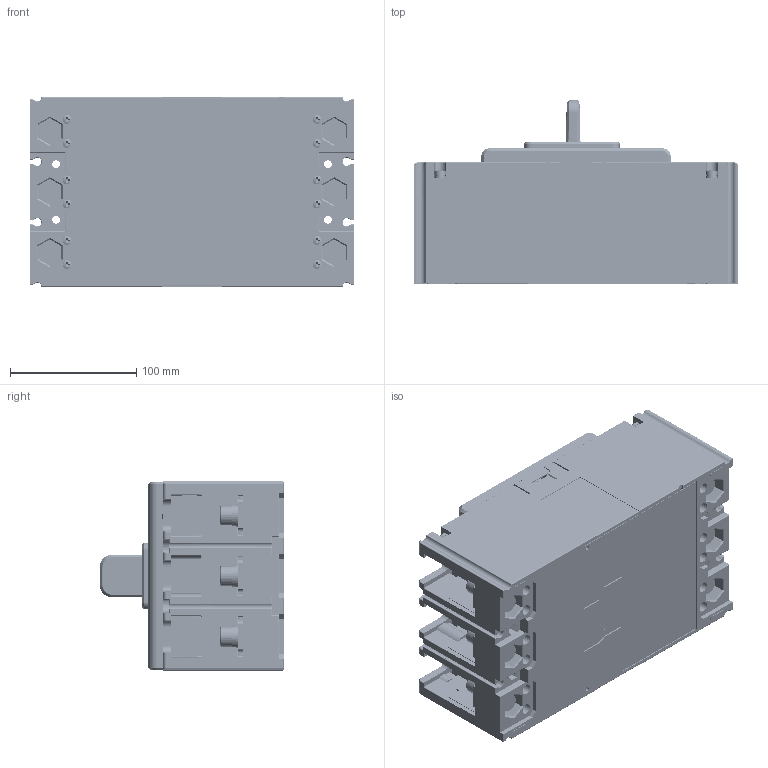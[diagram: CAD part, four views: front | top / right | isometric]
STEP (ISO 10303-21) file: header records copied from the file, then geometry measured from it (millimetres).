
FILE_DESCRIPTION((''),'2;1');
FILE_NAME('CDM6I-400LMSH_3P_ASM','2023-05-29T',('heyan.du'),(''),'PRO/ENGINEER BY PARAMETRIC TECHNOLOGY CORPORATION, 2015440','PRO/ENGINEER BY PARAMETRIC TECHNOLOGY CORPORATION, 2015440','');
FILE_SCHEMA(('CONFIG_CONTROL_DESIGN'));
Products named in the file (43): JZ-5DLX_024_271_1; GB_T809-M5X16_3; 5024027100_ASM_1_ASM; 8420028400_2; 5551070700_ASM_3_ASM; 5551071200_ASM_3_ASM; 85510337P01_3; 5551070800_ASM_3_ASM; 8595008700_2; 5551071000_ASM_3_ASM; 7010100505J_GB_T823_M4X10_2; 7090300401K_GB_T93_4_2; GB_T97_4-4_2; 5850007500_ASM_2_ASM; 6760010000_ASM_2_ASM; 8742103900_1; 8742103700_2; 8253057400_2; 8865077500_AF0_2; 8865077600_AF0_2; 5253021200_ASM_2_ASM; GZ_5DLX_315_428_1; GB_T809-M3X8_3; 5315042800_ASM_1_ASM; 8282201200_AF0_2; 8253201300_2; 5315043800_ASM_1_ASM; GB_T823-M5X35_2; 7090300501K_GB_T93_5_2; GB_T97_4_5_2; 5850007400_ASM_2_ASM; 8315058100_2; GB_T70_1-M10X25_2; GB_T9074_26-10_2; GB_T97_4_10_2; 5850002600_ASM_2_ASM; 7010100305R01_GB_T823_M3X10_2; 7090300201_GB_T93_3_2; GB_T97_4_3_2; 5850007700_ASM_2_ASM ...
Assembly tree (86 placements, depth 6):
  CDM6I-400LMSH_3P_ASM
    2256020300_ASM_4_ASM
      6760010000_ASM_2_ASM
        5024027100_ASM_1_ASM
          JZ-5DLX_024_271_1
          GB_T809-M5X16_3  x8
        5551071200_ASM_3_ASM
          5551070700_ASM_3_ASM  x3
            8420028400_2
        5551071000_ASM_3_ASM  x3
          5551070800_ASM_3_ASM
            85510337P01_3
          8595008700_2
        5850007500_ASM_2_ASM  x12
          7010100505J_GB_T823_M4X10_2
          7090300401K_GB_T93_4_2
          GB_T97_4-4_2
      8742103900_1
      8742103700_2  x3
      5253021200_ASM_2_ASM
        8253057400_2
        8865077500_AF0_2
        8865077600_AF0_2
      5315043800_ASM_1_ASM
        5315042800_ASM_1_ASM
          GZ_5DLX_315_428_1
          GB_T809-M3X8_3  x4
        8282201200_AF0_2
        8253201300_2
      5850007400_ASM_2_ASM  x8
        GB_T823-M5X35_2
        7090300501K_GB_T93_5_2
        GB_T97_4_5_2
      8315058100_2
      5850002600_ASM_2_ASM  x6
        GB_T70_1-M10X25_2
        GB_T9074_26-10_2
        GB_T97_4_10_2
      5850007700_ASM_2_ASM  x4
        7010100305R01_GB_T823_M3X10_2
        7090300201_GB_T93_3_2
        GB_T97_4_3_2
      8742105000_2  x3
Bounding box: 257 x 145.9 x 150 mm (x, y, z)
Volume: 1414189.3 mm3; surface area: 657090.1 mm2
Topology: 126 solids, 187 shells, 5983 faces, 15595 edges, 10012 vertices
Faces by surface type: plane 3413, cylinder 1799, cone 226, torus 181, extrusion 160, sphere 118, bspline 86
Entity records: 147088 total; most frequent: CARTESIAN_POINT 36953, ORIENTED_EDGE 23094, DIRECTION 22311, EDGE_CURVE 11575, VECTOR 8127, LINE 7967, VERTEX_POINT 7529, AXIS2_PLACEMENT_3D 7092
